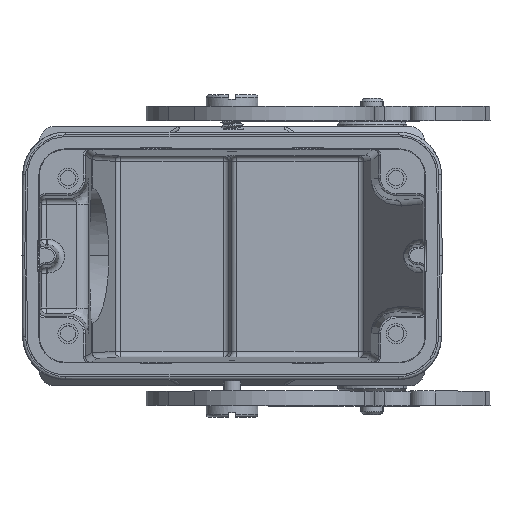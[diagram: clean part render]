
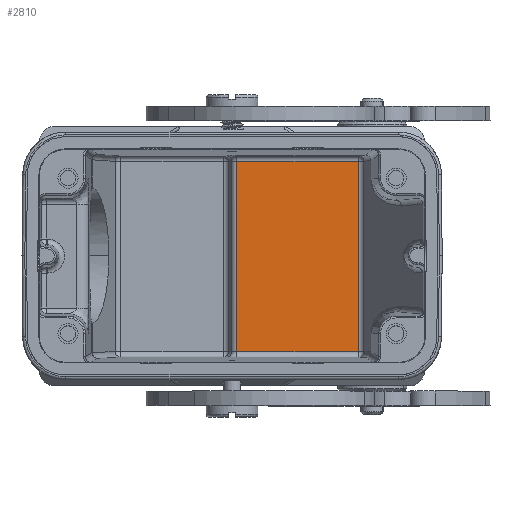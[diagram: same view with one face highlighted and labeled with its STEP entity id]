
A CAD part, top view. The second image highlights one B-rep face of the part: STEP entity #2810.
In plain terms, the highlighted planar face has unit normal (0, 0, 1).
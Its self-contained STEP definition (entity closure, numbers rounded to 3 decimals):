
#866=LINE('',#13757,#1647);
#867=LINE('',#13766,#1648);
#1457=LINE('',#18385,#2238);
#1458=LINE('',#18387,#2239);
#1647=VECTOR('',#11125,1.);
#1648=VECTOR('',#11132,1.);
#2238=VECTOR('',#12730,1.);
#2239=VECTOR('',#12733,1.);
#2810=ADVANCED_FACE('',(#3616),#3144,.F.);
#3144=PLANE('',#10575);
#3616=FACE_OUTER_BOUND('',#4197,.T.);
#4197=EDGE_LOOP('',(#6584,#6585,#6586,#6587));
#6584=ORIENTED_EDGE('',*,*,#8313,.T.);
#6585=ORIENTED_EDGE('',*,*,#8310,.T.);
#6586=ORIENTED_EDGE('',*,*,#9303,.T.);
#6587=ORIENTED_EDGE('',*,*,#9304,.T.);
#7332=VERTEX_POINT('',#13741);
#7334=VERTEX_POINT('',#13756);
#7336=VERTEX_POINT('',#13767);
#7951=VERTEX_POINT('',#18382);
#8310=EDGE_CURVE('',#7334,#7332,#866,.T.);
#8313=EDGE_CURVE('',#7336,#7334,#867,.T.);
#9303=EDGE_CURVE('',#7332,#7951,#1457,.T.);
#9304=EDGE_CURVE('',#7951,#7336,#1458,.T.);
#10575=AXIS2_PLACEMENT_3D('',#18388,#12734,#12735);
#11125=DIRECTION('',(0.,-1.,0.));
#11132=DIRECTION('',(-1.,0.,0.));
#12730=DIRECTION('',(1.,0.,0.));
#12733=DIRECTION('',(0.,1.,0.));
#12734=DIRECTION('',(0.,0.,-1.));
#12735=DIRECTION('',(-1.,0.,0.));
#13741=CARTESIAN_POINT('',(0.792,-16.543,-65.));
#13756=CARTESIAN_POINT('',(0.792,16.543,-65.));
#13757=CARTESIAN_POINT('',(0.792,16.543,-65.));
#13766=CARTESIAN_POINT('',(21.947,16.543,-65.));
#13767=CARTESIAN_POINT('',(21.947,16.543,-65.));
#18382=CARTESIAN_POINT('',(21.947,-16.543,-65.));
#18385=CARTESIAN_POINT('',(0.792,-16.543,-65.));
#18387=CARTESIAN_POINT('',(21.947,-16.543,-65.));
#18388=CARTESIAN_POINT('',(22.715,-18.5,-65.));
